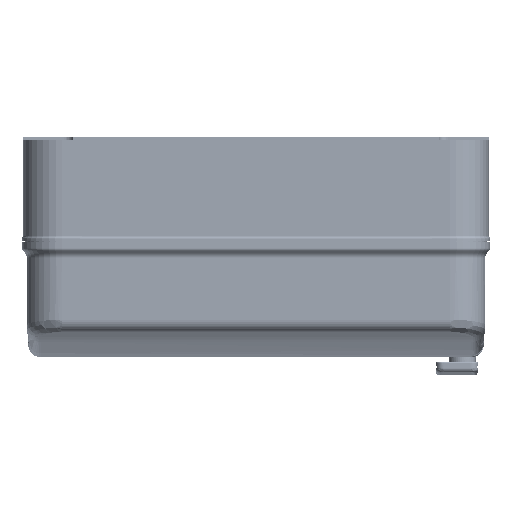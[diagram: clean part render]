
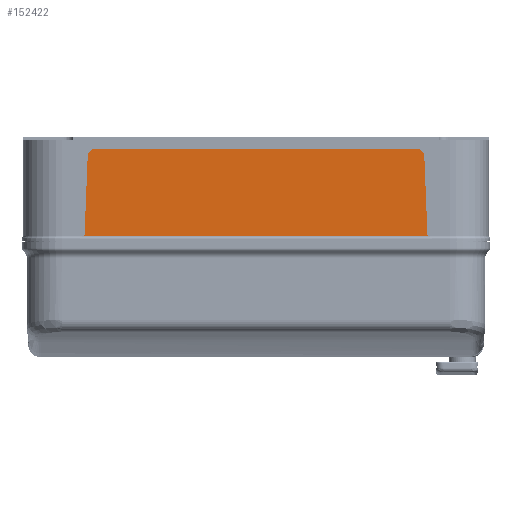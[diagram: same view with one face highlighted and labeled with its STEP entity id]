
A CAD part, left-side view. The second image highlights one B-rep face of the part: STEP entity #152422.
In plain terms, the highlighted face is planar.
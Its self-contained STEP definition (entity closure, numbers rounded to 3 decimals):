
#529 = VERTEX_POINT ( 'NONE', #18713 ) ;
#2063 = ORIENTED_EDGE ( 'NONE', *, *, #161557, .F. ) ;
#3705 = LINE ( 'NONE', #173119, #12218 ) ;
#3902 = EDGE_CURVE ( 'NONE', #107899, #117119, #150508, .T. ) ;
#4838 = AXIS2_PLACEMENT_3D ( 'NONE', #81807, #36380, #19207 ) ;
#11514 = CARTESIAN_POINT ( 'NONE',  ( 2.8, -0.2, -250. ) ) ;
#12218 = VECTOR ( 'NONE', #16832, 1000. ) ;
#16832 = DIRECTION ( 'NONE',  ( 0., -0.999, 0.04 ) ) ;
#18713 = CARTESIAN_POINT ( 'NONE',  ( 2.8, 4.79, 107.893 ) ) ;
#19207 = DIRECTION ( 'NONE',  ( 0., -1., 0. ) ) ;
#20015 = CARTESIAN_POINT ( 'NONE',  ( 2.8, -0.2, -102.698 ) ) ;
#27132 = CARTESIAN_POINT ( 'NONE',  ( 2.8, 4.79, -107.893 ) ) ;
#28740 = ORIENTED_EDGE ( 'NONE', *, *, #193638, .T. ) ;
#32537 = CARTESIAN_POINT ( 'NONE',  ( 2.8, 5., 102.698 ) ) ;
#36164 = LINE ( 'NONE', #98724, #120926 ) ;
#36380 = DIRECTION ( 'NONE',  ( -1., 0., 0. ) ) ;
#37390 = FACE_OUTER_BOUND ( 'NONE', #189666, .T. ) ;
#40090 = CARTESIAN_POINT ( 'NONE',  ( 2.8, 5., -102.698 ) ) ;
#43776 = DIRECTION ( 'NONE',  ( 0., 0., 1. ) ) ;
#44113 = EDGE_CURVE ( '������1', #107899, #163014, #165811, .T. ) ;
#52582 = CARTESIAN_POINT ( 'NONE',  ( 2.8, 55.736, -109.948 ) ) ;
#56221 = DIRECTION ( 'NONE',  ( 1., 0., 0. ) ) ;
#62892 = CARTESIAN_POINT ( 'NONE',  ( 2.8, -0.2, 102.698 ) ) ;
#66501 = VECTOR ( 'NONE', #43776, 1000. ) ;
#66880 = LINE ( 'NONE', #189931, #90276 ) ;
#81807 = CARTESIAN_POINT ( 'NONE',  ( 2.8, -0.2, 110.201 ) ) ;
#90140 = DIRECTION ( 'NONE',  ( 0., -1., 0. ) ) ;
#90276 = VECTOR ( 'NONE', #190930, 1000. ) ;
#98724 = CARTESIAN_POINT ( 'NONE',  ( 2.8, 55.736, 109.964 ) ) ;
#99040 = AXIS2_PLACEMENT_3D ( 'NONE', #40090, #56221, #131888 ) ;
#105027 = VERTEX_POINT ( 'NONE', #187671 ) ;
#107899 = VERTEX_POINT ( 'NONE', #20015 ) ;
#113048 = PLANE ( 'NONE',  #4838 ) ;
#115754 = ORIENTED_EDGE ( 'NONE', *, *, #44113, .F. ) ;
#117119 = VERTEX_POINT ( 'NONE', #27132 ) ;
#120926 = VECTOR ( 'NONE', #192477, 1000. ) ;
#121345 = DIRECTION ( 'NONE',  ( 1., 0., 0. ) ) ;
#131888 = DIRECTION ( 'NONE',  ( 0., -1., 0. ) ) ;
#133228 = EDGE_CURVE ( 'NONE', #171072, #117119, #3705, .T. ) ;
#134705 = ORIENTED_EDGE ( 'NONE', *, *, #133228, .F. ) ;
#139057 = CIRCLE ( 'NONE', #174475, 5.2 ) ;
#147930 = EDGE_CURVE ( 'NONE', #529, #163014, #139057, .T. ) ;
#150508 = CIRCLE ( 'NONE', #99040, 5.2 ) ;
#151966 = ORIENTED_EDGE ( 'NONE', *, *, #3902, .T. ) ;
#152422 = ADVANCED_FACE ( '�����1', ( #37390 ), #113048, .F. ) ;
#156206 = ORIENTED_EDGE ( 'NONE', *, *, #147930, .T. ) ;
#161557 = EDGE_CURVE ( '������38', #529, #105027, #66880, .T. ) ;
#163014 = VERTEX_POINT ( 'NONE', #62892 ) ;
#165811 = LINE ( 'NONE', #11514, #66501 ) ;
#171072 = VERTEX_POINT ( 'NONE', #52582 ) ;
#173119 = CARTESIAN_POINT ( 'NONE',  ( 2.8, 62.008, -110.201 ) ) ;
#174475 = AXIS2_PLACEMENT_3D ( 'NONE', #32537, #121345, #90140 ) ;
#187671 = CARTESIAN_POINT ( 'NONE',  ( 2.8, 55.736, 109.948 ) ) ;
#189666 = EDGE_LOOP ( 'NONE', ( #134705, #28740, #2063, #156206, #115754, #151966 ) ) ;
#189931 = CARTESIAN_POINT ( 'NONE',  ( 2.8, 62.008, 110.201 ) ) ;
#190930 = DIRECTION ( 'NONE',  ( 0., 0.999, 0.04 ) ) ;
#192477 = DIRECTION ( 'NONE',  ( 0., 0., 1. ) ) ;
#193638 = EDGE_CURVE ( '������16', #171072, #105027, #36164, .T. ) ;
